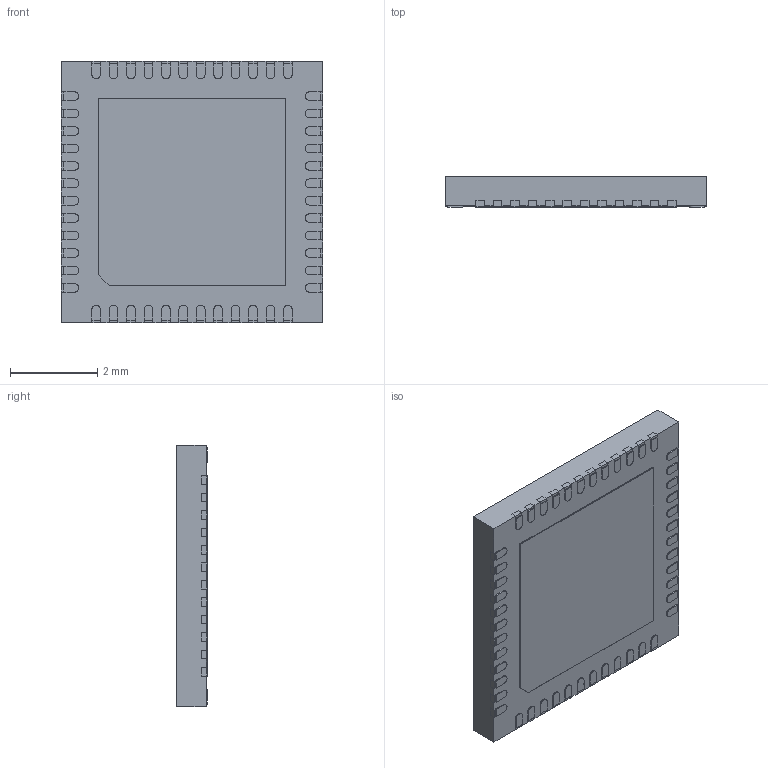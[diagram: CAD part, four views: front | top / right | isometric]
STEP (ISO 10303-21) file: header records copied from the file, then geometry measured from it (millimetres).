
FILE_DESCRIPTION (( 'STEP AP214' ), '1' );
FILE_NAME ('QFN-48-1EP_6x6mm_0.4mm.step', '2020-12-07T12:10:43+00:00', 'Stefan Hamminga', '', '', '', '');
FILE_SCHEMA (( 'AUTOMOTIVE_DESIGN' ));
Length unit declared in the file: millimetre
Products named in the file (1): QFN-48_6x6mm_0.4mm
Bounding box: 6 x 0.7 x 6 mm (x, y, z)
Volume: 25.1 mm3; surface area: 175 mm2
Topology: 99 solids, 99 shells, 843 faces, 1931 edges, 1288 vertices
Faces by surface type: plane 747, cylinder 96
Entity records: 24428 total; most frequent: CARTESIAN_POINT 4063, ORIENTED_EDGE 3862, DIRECTION 3813, EDGE_CURVE 1931, VECTOR 1737, LINE 1737, VERTEX_POINT 1288, AXIS2_PLACEMENT_3D 1038
